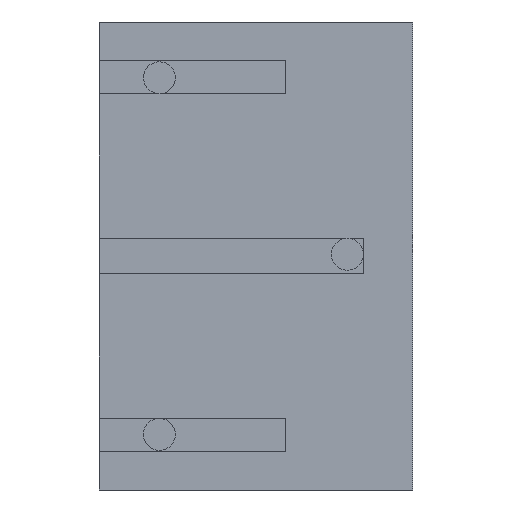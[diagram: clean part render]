
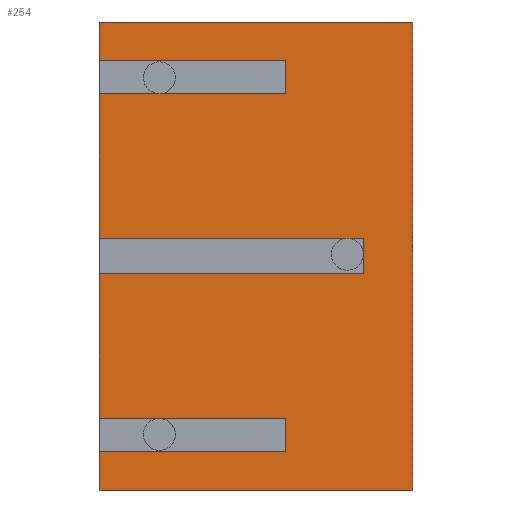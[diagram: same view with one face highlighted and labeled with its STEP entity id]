
A CAD part, left-side view. The second image highlights one B-rep face of the part: STEP entity #254.
In plain terms, the highlighted planar face has unit normal (-1, 0, 0).
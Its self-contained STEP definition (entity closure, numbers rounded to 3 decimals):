
#254=ADVANCED_FACE('',(#630),#631,.T.);
#630=FACE_OUTER_BOUND('',#1548,.T.);
#631=PLANE('',#1549);
#1548=EDGE_LOOP('',(#2801,#2802,#2803,#2804,#2805,#2806,#2807,#2808,#2809,#2810,#2811,#2812,#2813,#2814,#2815,#2816));
#1549=AXIS2_PLACEMENT_3D('',#2817,#2818,#2819);
#2801=ORIENTED_EDGE('',*,*,#3507,.F.);
#2802=ORIENTED_EDGE('',*,*,#3498,.F.);
#2803=ORIENTED_EDGE('',*,*,#3496,.T.);
#2804=ORIENTED_EDGE('',*,*,#3506,.T.);
#2805=ORIENTED_EDGE('',*,*,#3508,.F.);
#2806=ORIENTED_EDGE('',*,*,#3509,.T.);
#2807=ORIENTED_EDGE('',*,*,#3510,.T.);
#2808=ORIENTED_EDGE('',*,*,#3511,.T.);
#2809=ORIENTED_EDGE('',*,*,#3512,.F.);
#2810=ORIENTED_EDGE('',*,*,#3513,.T.);
#2811=ORIENTED_EDGE('',*,*,#3514,.T.);
#2812=ORIENTED_EDGE('',*,*,#3515,.T.);
#2813=ORIENTED_EDGE('',*,*,#3516,.F.);
#2814=ORIENTED_EDGE('',*,*,#3517,.T.);
#2815=ORIENTED_EDGE('',*,*,#3518,.F.);
#2816=ORIENTED_EDGE('',*,*,#3519,.T.);
#2817=CARTESIAN_POINT('',(-6.782,0.0,-3.353));
#2818=DIRECTION('',(-1.0,0.0,0.0));
#2819=DIRECTION('',(0.0,0.0,1.0));
#3496=EDGE_CURVE('',#4194,#4192,#4195,.T.);
#3498=EDGE_CURVE('',#4194,#4197,#4198,.T.);
#3506=EDGE_CURVE('',#4192,#4209,#4211,.T.);
#3507=EDGE_CURVE('',#4197,#4212,#4213,.T.);
#3508=EDGE_CURVE('',#4214,#4209,#4215,.T.);
#3509=EDGE_CURVE('',#4214,#4216,#4217,.T.);
#3510=EDGE_CURVE('',#4216,#4218,#4219,.T.);
#3511=EDGE_CURVE('',#4218,#4220,#4221,.T.);
#3512=EDGE_CURVE('',#4222,#4220,#4223,.T.);
#3513=EDGE_CURVE('',#4222,#4224,#4225,.T.);
#3514=EDGE_CURVE('',#4224,#4226,#4227,.T.);
#3515=EDGE_CURVE('',#4226,#4228,#4229,.T.);
#3516=EDGE_CURVE('',#4230,#4228,#4231,.T.);
#3517=EDGE_CURVE('',#4230,#4232,#4233,.T.);
#3518=EDGE_CURVE('',#4234,#4232,#4235,.T.);
#3519=EDGE_CURVE('',#4234,#4212,#4236,.T.);
#4192=VERTEX_POINT('',#5373);
#4194=VERTEX_POINT('',#5376);
#4195=LINE('',#5377,#5378);
#4197=VERTEX_POINT('',#5381);
#4198=LINE('',#5382,#5383);
#4209=VERTEX_POINT('',#5398);
#4211=LINE('',#5401,#5402);
#4212=VERTEX_POINT('',#5403);
#4213=LINE('',#5404,#5405);
#4214=VERTEX_POINT('',#5406);
#4215=LINE('',#5407,#5408);
#4216=VERTEX_POINT('',#5409);
#4217=LINE('',#5410,#5411);
#4218=VERTEX_POINT('',#5412);
#4219=LINE('',#5413,#5414);
#4220=VERTEX_POINT('',#5415);
#4221=LINE('',#5416,#5417);
#4222=VERTEX_POINT('',#5418);
#4223=LINE('',#5419,#5420);
#4224=VERTEX_POINT('',#5421);
#4225=LINE('',#5422,#5423);
#4226=VERTEX_POINT('',#5424);
#4227=LINE('',#5425,#5426);
#4228=VERTEX_POINT('',#5427);
#4229=LINE('',#5428,#5429);
#4230=VERTEX_POINT('',#5430);
#4231=LINE('',#5431,#5432);
#4232=VERTEX_POINT('',#5433);
#4233=LINE('',#5434,#5435);
#4234=VERTEX_POINT('',#5436);
#4235=LINE('',#5437,#5438);
#4236=LINE('',#5439,#5440);
#5373=CARTESIAN_POINT('',(-6.782,0.0,3.353));
#5376=CARTESIAN_POINT('',(-6.782,0.0,-3.353));
#5377=CARTESIAN_POINT('',(-6.782,0.0,-3.353));
#5378=VECTOR('',#6335,6.706);
#5381=CARTESIAN_POINT('',(-6.782,4.496,-3.353));
#5382=CARTESIAN_POINT('',(-6.782,0.0,-3.353));
#5383=VECTOR('',#6337,4.496);
#5398=CARTESIAN_POINT('',(-6.782,4.496,3.353));
#5401=CARTESIAN_POINT('',(-6.782,0.0,3.353));
#5402=VECTOR('',#6349,4.496);
#5403=CARTESIAN_POINT('',(-6.782,4.496,-2.807));
#5404=CARTESIAN_POINT('',(-6.782,4.496,-3.353));
#5405=VECTOR('',#6350,0.546);
#5406=CARTESIAN_POINT('',(-6.782,4.496,2.807));
#5407=CARTESIAN_POINT('',(-6.782,4.496,2.807));
#5408=VECTOR('',#6351,0.546);
#5409=CARTESIAN_POINT('',(-6.782,1.829,2.807));
#5410=CARTESIAN_POINT('',(-6.782,4.496,2.807));
#5411=VECTOR('',#6352,2.667);
#5412=CARTESIAN_POINT('',(-6.782,1.829,2.324));
#5413=CARTESIAN_POINT('',(-6.782,1.829,2.807));
#5414=VECTOR('',#6353,0.483);
#5415=CARTESIAN_POINT('',(-6.782,4.496,2.324));
#5416=CARTESIAN_POINT('',(-6.782,1.829,2.324));
#5417=VECTOR('',#6354,2.667);
#5418=CARTESIAN_POINT('',(-6.782,4.496,0.254));
#5419=CARTESIAN_POINT('',(-6.782,4.496,0.254));
#5420=VECTOR('',#6355,2.07);
#5421=CARTESIAN_POINT('',(-6.782,0.711,0.254));
#5422=CARTESIAN_POINT('',(-6.782,4.496,0.254));
#5423=VECTOR('',#6356,3.785);
#5424=CARTESIAN_POINT('',(-6.782,0.711,-0.254));
#5425=CARTESIAN_POINT('',(-6.782,0.711,0.254));
#5426=VECTOR('',#6357,0.508);
#5427=CARTESIAN_POINT('',(-6.782,4.496,-0.254));
#5428=CARTESIAN_POINT('',(-6.782,0.711,-0.254));
#5429=VECTOR('',#6358,3.785);
#5430=CARTESIAN_POINT('',(-6.782,4.496,-2.324));
#5431=CARTESIAN_POINT('',(-6.782,4.496,-2.324));
#5432=VECTOR('',#6359,2.07);
#5433=CARTESIAN_POINT('',(-6.782,1.829,-2.324));
#5434=CARTESIAN_POINT('',(-6.782,4.496,-2.324));
#5435=VECTOR('',#6360,2.667);
#5436=CARTESIAN_POINT('',(-6.782,1.829,-2.807));
#5437=CARTESIAN_POINT('',(-6.782,1.829,-2.807));
#5438=VECTOR('',#6361,0.483);
#5439=CARTESIAN_POINT('',(-6.782,1.829,-2.807));
#5440=VECTOR('',#6362,2.667);
#6335=DIRECTION('',(0.0,0.0,1.0));
#6337=DIRECTION('',(0.0,1.0,0.0));
#6349=DIRECTION('',(0.0,1.0,0.0));
#6350=DIRECTION('',(0.0,0.0,1.0));
#6351=DIRECTION('',(0.0,0.0,1.0));
#6352=DIRECTION('',(0.0,-1.0,0.0));
#6353=DIRECTION('',(0.0,0.0,-1.0));
#6354=DIRECTION('',(0.0,1.0,0.0));
#6355=DIRECTION('',(0.0,0.0,1.0));
#6356=DIRECTION('',(0.0,-1.0,0.0));
#6357=DIRECTION('',(0.0,0.0,-1.0));
#6358=DIRECTION('',(0.0,1.0,0.0));
#6359=DIRECTION('',(0.0,0.0,1.0));
#6360=DIRECTION('',(0.0,-1.0,0.0));
#6361=DIRECTION('',(0.0,0.0,1.0));
#6362=DIRECTION('',(0.0,1.0,0.0));
